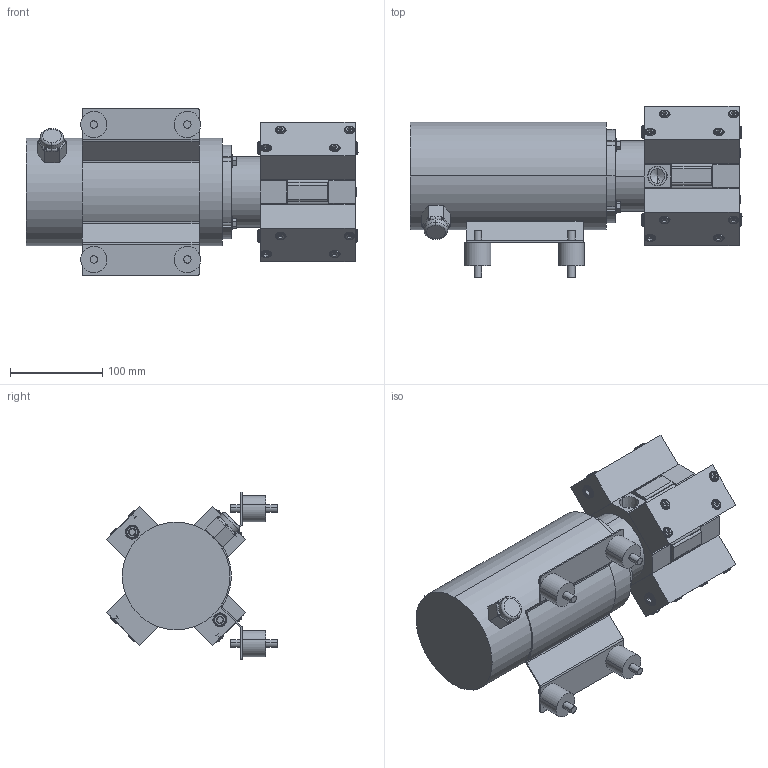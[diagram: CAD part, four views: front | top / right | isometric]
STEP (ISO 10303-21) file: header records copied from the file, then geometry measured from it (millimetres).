
FILE_DESCRIPTION (( 'STEP AP203' ), '1' );
FILE_NAME ('X-SERIES-M950.STEP', '2018-02-26T19:38:48', ( 'admin' ), ( 'Hewlett-Packard Company' ), 'SwSTEP 2.0', 'SolidWorks 2017', '' );
FILE_SCHEMA (( 'CONFIG_CONTROL_DESIGN' ));
Length unit declared in the file: inch
Products named in the file (1): X-SERIES-M950
Bounding box: 360.69 x 185.61 x 182.37 mm (x, y, z)
Volume: 3766353.9 mm3; surface area: 471828.9 mm2
Topology: 58 solids, 62 shells, 1692 faces, 3894 edges, 2339 vertices
Faces by surface type: plane 681, cylinder 537, cone 386, torus 62, bspline 26
Entity records: 69631 total; most frequent: CARTESIAN_POINT 31367, DIRECTION 8273, ORIENTED_EDGE 7600, EDGE_CURVE 3800, AXIS2_PLACEMENT_3D 3173, VERTEX_POINT 2339, VECTOR 1927, LINE 1927
